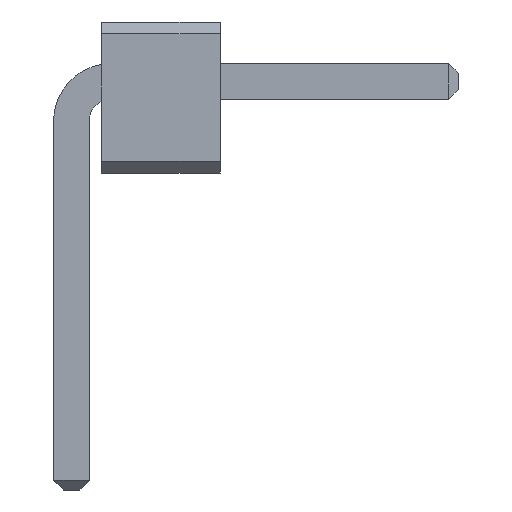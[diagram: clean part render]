
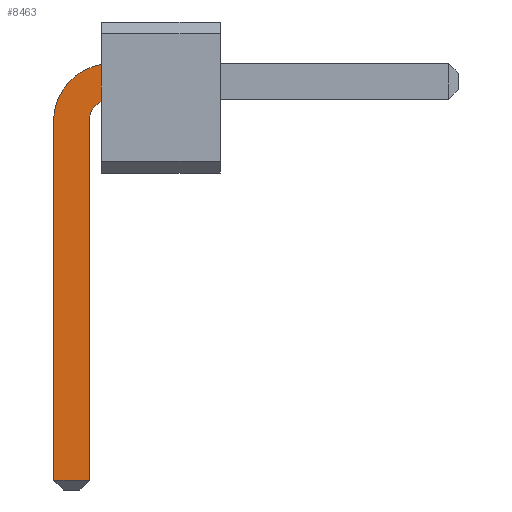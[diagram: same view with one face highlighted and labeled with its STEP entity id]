
A CAD part, front view. The second image highlights one B-rep face of the part: STEP entity #8463.
In plain terms, the highlighted planar face has unit normal (0, -1, 0).
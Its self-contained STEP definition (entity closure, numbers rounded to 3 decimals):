
#2935 = EDGE_CURVE('',#2936,#2938,#2940,.T.);
#2936 = VERTEX_POINT('',#2937);
#2937 = CARTESIAN_POINT('',(0.25,-17.15,0.779));
#2938 = VERTEX_POINT('',#2939);
#2939 = CARTESIAN_POINT('',(0.25,-17.15,0.467));
#2940 = LINE('',#2941,#2942);
#2941 = CARTESIAN_POINT('',(0.25,-17.15,0.1));
#2942 = VECTOR('',#2943,1.);
#2943 = DIRECTION('',(0.,0.,-1.));
#8463 = ADVANCED_FACE('',(#8464),#8507,.F.);
#8464 = FACE_BOUND('',#8465,.F.);
#8465 = EDGE_LOOP('',(#8466,#8467,#8476,#8484,#8492,#8500));
#8466 = ORIENTED_EDGE('',*,*,#2935,.T.);
#8467 = ORIENTED_EDGE('',*,*,#8468,.T.);
#8468 = EDGE_CURVE('',#2938,#8469,#8471,.T.);
#8469 = VERTEX_POINT('',#8470);
#8470 = CARTESIAN_POINT('',(0.15,-17.15,0.335));
#8471 = CIRCLE('',#8472,0.194);
#8472 = AXIS2_PLACEMENT_3D('',#8473,#8474,#8475);
#8473 = CARTESIAN_POINT('',(0.34,-17.15,0.295));
#8474 = DIRECTION('',(0.,-1.,0.));
#8475 = DIRECTION('',(-0.207,0.,0.978)
);
#8476 = ORIENTED_EDGE('',*,*,#8477,.T.);
#8477 = EDGE_CURVE('',#8469,#8478,#8480,.T.);
#8478 = VERTEX_POINT('',#8479);
#8479 = CARTESIAN_POINT('',(0.15,-17.15,-2.72));
#8480 = LINE('',#8481,#8482);
#8481 = CARTESIAN_POINT('',(0.15,-17.15,0.335));
#8482 = VECTOR('',#8483,1.);
#8483 = DIRECTION('',(0.,0.,-1.));
#8484 = ORIENTED_EDGE('',*,*,#8485,.T.);
#8485 = EDGE_CURVE('',#8478,#8486,#8488,.T.);
#8486 = VERTEX_POINT('',#8487);
#8487 = CARTESIAN_POINT('',(-0.15,-17.15,-2.72));
#8488 = LINE('',#8489,#8490);
#8489 = CARTESIAN_POINT('',(0.15,-17.15,-2.72));
#8490 = VECTOR('',#8491,1.);
#8491 = DIRECTION('',(-1.,0.,0.));
#8492 = ORIENTED_EDGE('',*,*,#8493,.T.);
#8493 = EDGE_CURVE('',#8486,#8494,#8496,.T.);
#8494 = VERTEX_POINT('',#8495);
#8495 = CARTESIAN_POINT('',(-0.15,-17.15,0.335));
#8496 = LINE('',#8497,#8498);
#8497 = CARTESIAN_POINT('',(-0.15,-17.15,-2.8));
#8498 = VECTOR('',#8499,1.);
#8499 = DIRECTION('',(0.,0.,1.));
#8500 = ORIENTED_EDGE('',*,*,#8501,.T.);
#8501 = EDGE_CURVE('',#8494,#2936,#8502,.T.);
#8502 = CIRCLE('',#8503,0.485);
#8503 = AXIS2_PLACEMENT_3D('',#8504,#8505,#8506);
#8504 = CARTESIAN_POINT('',(0.333,-17.15,0.302));
#8505 = DIRECTION('',(0.,1.,0.));
#8506 = DIRECTION('',(-0.998,0.,
0.069));
#8507 = PLANE('',#8508);
#8508 = AXIS2_PLACEMENT_3D('',#8509,#8510,#8511);
#8509 = CARTESIAN_POINT('',(0.841,-17.15,-0.301));
#8510 = DIRECTION('',(0.,1.,-0.));
#8511 = DIRECTION('',(0.,0.,-1.));
